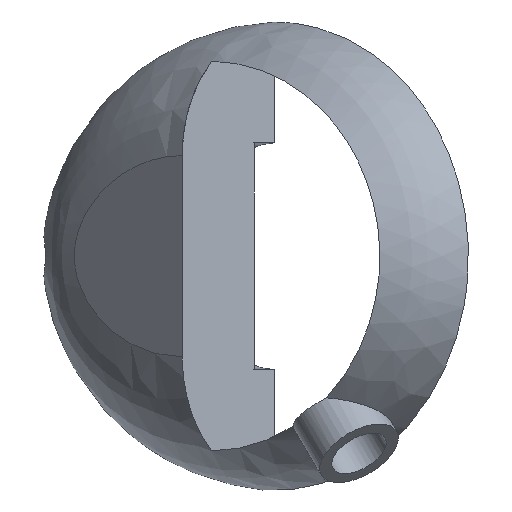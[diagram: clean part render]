
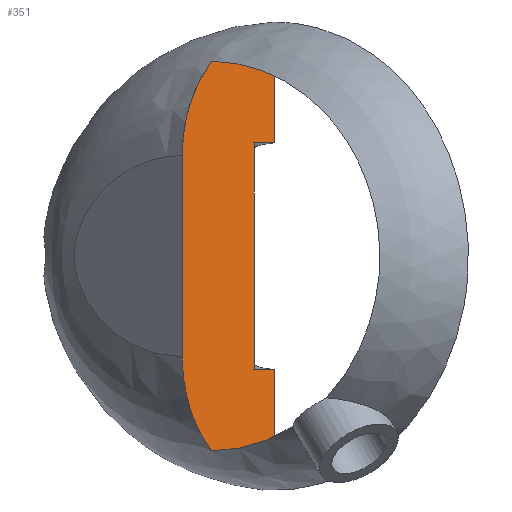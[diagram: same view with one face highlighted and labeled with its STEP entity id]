
A CAD part, front view. The second image highlights one B-rep face of the part: STEP entity #351.
In plain terms, the highlighted planar face has unit normal (0.643, -0.766, 0).
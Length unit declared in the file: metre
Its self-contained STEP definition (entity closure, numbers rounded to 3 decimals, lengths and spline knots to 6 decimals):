
#45=CIRCLE('',#389,0.02);
#46=CIRCLE('',#390,0.02);
#62=ORIENTED_EDGE('',*,*,#150,.T.);
#63=ORIENTED_EDGE('',*,*,#151,.T.);
#64=ORIENTED_EDGE('',*,*,#152,.F.);
#65=ORIENTED_EDGE('',*,*,#153,.T.);
#66=ORIENTED_EDGE('',*,*,#154,.F.);
#67=ORIENTED_EDGE('',*,*,#155,.T.);
#68=ORIENTED_EDGE('',*,*,#156,.F.);
#69=ORIENTED_EDGE('',*,*,#157,.F.);
#70=ORIENTED_EDGE('',*,*,#158,.F.);
#71=ORIENTED_EDGE('',*,*,#159,.F.);
#150=EDGE_CURVE('',#194,#195,#231,.T.);
#151=EDGE_CURVE('',#195,#196,#232,.T.);
#152=EDGE_CURVE('',#197,#196,#233,.T.);
#153=EDGE_CURVE('',#197,#198,#234,.T.);
#154=EDGE_CURVE('',#199,#198,#235,.F.);
#155=EDGE_CURVE('',#199,#200,#236,.T.);
#156=EDGE_CURVE('',#201,#200,#237,.T.);
#157=EDGE_CURVE('',#202,#201,#45,.F.);
#158=EDGE_CURVE('',#203,#202,#238,.T.);
#159=EDGE_CURVE('',#194,#203,#46,.F.);
#194=VERTEX_POINT('',#522);
#195=VERTEX_POINT('',#523);
#196=VERTEX_POINT('',#525);
#197=VERTEX_POINT('',#527);
#198=VERTEX_POINT('',#529);
#199=VERTEX_POINT('',#531);
#200=VERTEX_POINT('',#533);
#201=VERTEX_POINT('',#535);
#202=VERTEX_POINT('',#537);
#203=VERTEX_POINT('',#539);
#231=LINE('',#521,#243);
#232=LINE('',#524,#244);
#233=LINE('',#526,#245);
#234=LINE('',#528,#246);
#235=LINE('',#530,#247);
#236=LINE('',#532,#248);
#237=LINE('',#534,#249);
#238=LINE('',#538,#250);
#243=VECTOR('',#431,1.);
#244=VECTOR('',#432,1.);
#245=VECTOR('',#433,1.);
#246=VECTOR('',#434,1.);
#247=VECTOR('',#435,1.);
#248=VECTOR('',#436,1.);
#249=VECTOR('',#437,1.);
#250=VECTOR('',#440,1.);
#255=EDGE_LOOP('',(#62,#63,#64,#65,#66,#67,#68,#69,#70,#71));
#297=FACE_BOUND('',#255,.T.);
#342=PLANE('',#388);
#351=ADVANCED_FACE('',(#297),#342,.F.);
#388=AXIS2_PLACEMENT_3D('',#520,#429,#430);
#389=AXIS2_PLACEMENT_3D('',#536,#438,#439);
#390=AXIS2_PLACEMENT_3D('',#540,#441,#442);
#429=DIRECTION('',(-0.643,0.766,0.));
#430=DIRECTION('',(-0.766,-0.643,0.));
#431=DIRECTION('',(0.766,0.643,0.));
#432=DIRECTION('',(0.,0.,1.));
#433=DIRECTION('',(0.766,0.643,0.));
#434=DIRECTION('',(0.,0.,1.));
#435=DIRECTION('',(0.766,0.643,0.));
#436=DIRECTION('',(0.,0.,1.));
#437=DIRECTION('',(0.766,0.643,0.));
#438=DIRECTION('',(0.643,-0.766,0.));
#439=DIRECTION('',(-0.766,-0.643,0.));
#440=DIRECTION('',(0.,0.,1.));
#441=DIRECTION('',(0.643,-0.766,0.));
#442=DIRECTION('',(-0.766,-0.643,0.));
#520=CARTESIAN_POINT('',(-0.09397,-0.034202,0.));
#521=CARTESIAN_POINT('',(-0.111589,-0.048986,-0.029));
#522=CARTESIAN_POINT('',(-0.107209,-0.045311,-0.029));
#523=CARTESIAN_POINT('',(-0.0978,-0.037416,-0.029));
#524=CARTESIAN_POINT('',(-0.0978,-0.037416,0.));
#525=CARTESIAN_POINT('',(-0.0978,-0.037416,-0.0169));
#526=CARTESIAN_POINT('',(-0.10163,-0.04063,-0.0169));
#527=CARTESIAN_POINT('',(-0.100864,-0.039987,-0.0169));
#528=CARTESIAN_POINT('',(-0.100864,-0.039987,0.));
#529=CARTESIAN_POINT('',(-0.100864,-0.039987,0.0169));
#530=CARTESIAN_POINT('',(-0.10163,-0.04063,0.0169));
#531=CARTESIAN_POINT('',(-0.0978,-0.037416,0.0169));
#532=CARTESIAN_POINT('',(-0.0978,-0.037416,0.));
#533=CARTESIAN_POINT('',(-0.0978,-0.037416,0.029));
#534=CARTESIAN_POINT('',(-0.111589,-0.048986,0.029));
#535=CARTESIAN_POINT('',(-0.107209,-0.045311,0.029));
#536=CARTESIAN_POINT('',(-0.096268,-0.036131,0.015));
#537=CARTESIAN_POINT('',(-0.111589,-0.048986,0.015));
#538=CARTESIAN_POINT('',(-0.111589,-0.048986,0.));
#539=CARTESIAN_POINT('',(-0.111589,-0.048986,-0.015));
#540=CARTESIAN_POINT('',(-0.096268,-0.036131,-0.015));
